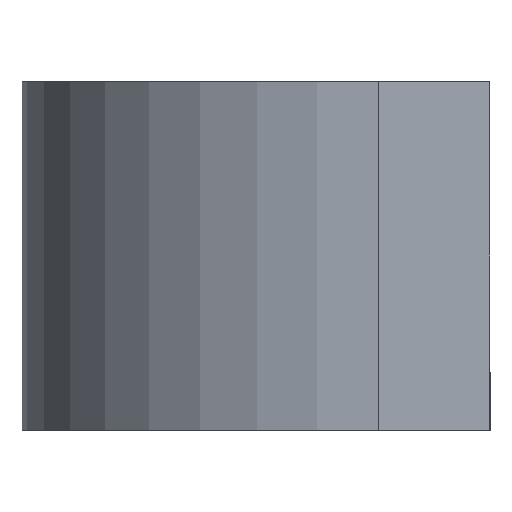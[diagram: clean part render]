
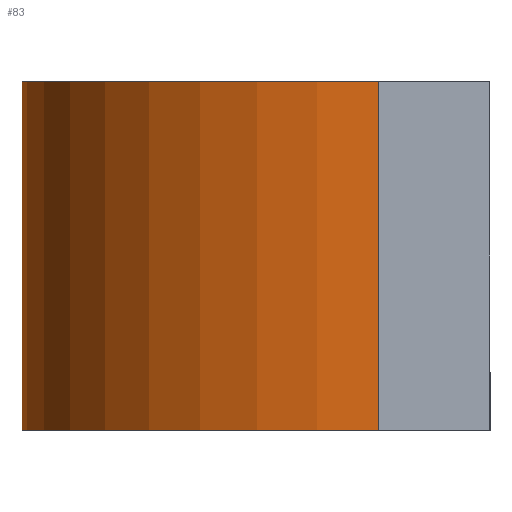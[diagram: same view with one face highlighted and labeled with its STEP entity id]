
A CAD part, left-side view. The second image highlights one B-rep face of the part: STEP entity #83.
In plain terms, the highlighted cylindrical face has radius 12.267 mm (diameter 24.535 mm), a partial arc.
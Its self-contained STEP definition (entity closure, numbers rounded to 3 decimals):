
#39 = EDGE_CURVE('',#40,#42,#44,.T.);
#40 = VERTEX_POINT('',#41);
#41 = CARTESIAN_POINT('',(85.902,-26.899,0.));
#42 = VERTEX_POINT('',#43);
#43 = CARTESIAN_POINT('',(85.902,-26.899,12.));
#44 = LINE('',#45,#46);
#45 = CARTESIAN_POINT('',(85.902,-26.899,0.));
#46 = VECTOR('',#47,1.);
#47 = DIRECTION('',(0.,0.,1.));
#83 = ADVANCED_FACE('',(#84),#111,.T.);
#84 = FACE_BOUND('',#85,.F.);
#85 = EDGE_LOOP('',(#86,#87,#96,#104));
#86 = ORIENTED_EDGE('',*,*,#39,.T.);
#87 = ORIENTED_EDGE('',*,*,#88,.T.);
#88 = EDGE_CURVE('',#42,#89,#91,.T.);
#89 = VERTEX_POINT('',#90);
#90 = CARTESIAN_POINT('',(73.635,-39.167,12.));
#91 = CIRCLE('',#92,12.267);
#92 = AXIS2_PLACEMENT_3D('',#93,#94,#95);
#93 = CARTESIAN_POINT('',(85.902,-39.167,12.));
#94 = DIRECTION('',(0.,0.,1.));
#95 = DIRECTION('',(1.,0.,0.));
#96 = ORIENTED_EDGE('',*,*,#97,.F.);
#97 = EDGE_CURVE('',#98,#89,#100,.T.);
#98 = VERTEX_POINT('',#99);
#99 = CARTESIAN_POINT('',(73.635,-39.167,0.));
#100 = LINE('',#101,#102);
#101 = CARTESIAN_POINT('',(73.635,-39.167,0.));
#102 = VECTOR('',#103,1.);
#103 = DIRECTION('',(0.,0.,1.));
#104 = ORIENTED_EDGE('',*,*,#105,.F.);
#105 = EDGE_CURVE('',#40,#98,#106,.T.);
#106 = CIRCLE('',#107,12.267);
#107 = AXIS2_PLACEMENT_3D('',#108,#109,#110);
#108 = CARTESIAN_POINT('',(85.902,-39.167,0.));
#109 = DIRECTION('',(0.,0.,1.));
#110 = DIRECTION('',(1.,0.,0.));
#111 = CYLINDRICAL_SURFACE('',#112,12.267);
#112 = AXIS2_PLACEMENT_3D('',#113,#114,#115);
#113 = CARTESIAN_POINT('',(85.902,-39.167,0.));
#114 = DIRECTION('',(-0.,-0.,-1.));
#115 = DIRECTION('',(1.,0.,0.));
